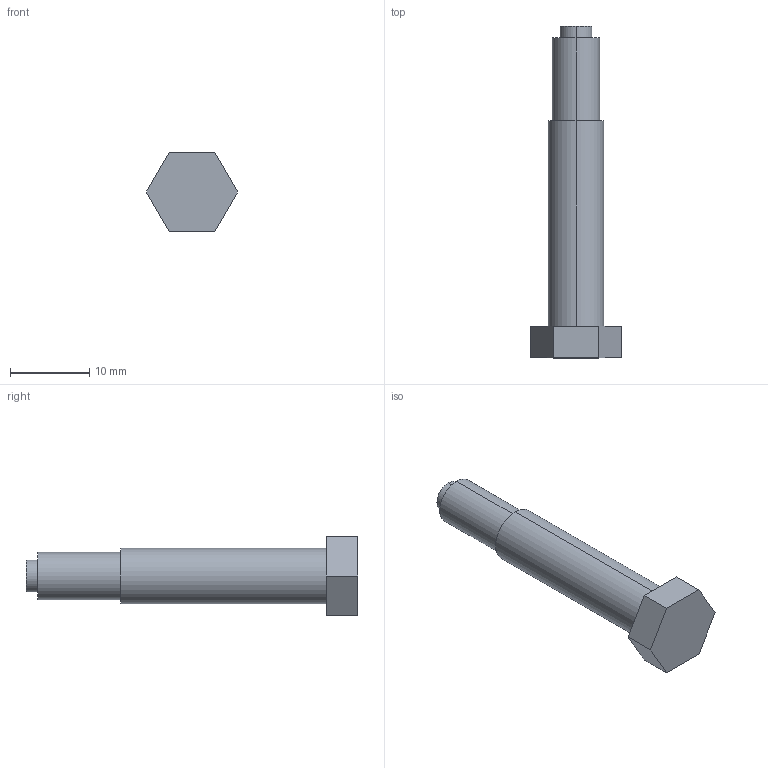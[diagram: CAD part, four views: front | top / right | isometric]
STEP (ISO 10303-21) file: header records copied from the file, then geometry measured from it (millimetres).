
FILE_DESCRIPTION (( 'STEP AP203' ), '1' );
FILE_NAME ('GBT27 M6X38.STEP', '2015-02-05T03:48:58', ( '微软用户' ), ( '微软中国' ), 'SwSTEP 2.0', 'SolidWorks 2013', '' );
FILE_SCHEMA (( 'CONFIG_CONTROL_DESIGN' ));
Length unit declared in the file: millimetre
Products named in the file (1): GBT27 M6X38
Bounding box: 11.55 x 42 x 10 mm (x, y, z)
Volume: 1662.7 mm3; surface area: 1100.3 mm2
Topology: 1 solids, 1 shells, 17 faces, 36 edges, 24 vertices
Faces by surface type: plane 11, cylinder 6
Entity records: 539 total; most frequent: DIRECTION 84, CARTESIAN_POINT 78, ORIENTED_EDGE 72, EDGE_CURVE 36, AXIS2_PLACEMENT_3D 30, LINE 24, VECTOR 24, VERTEX_POINT 24
